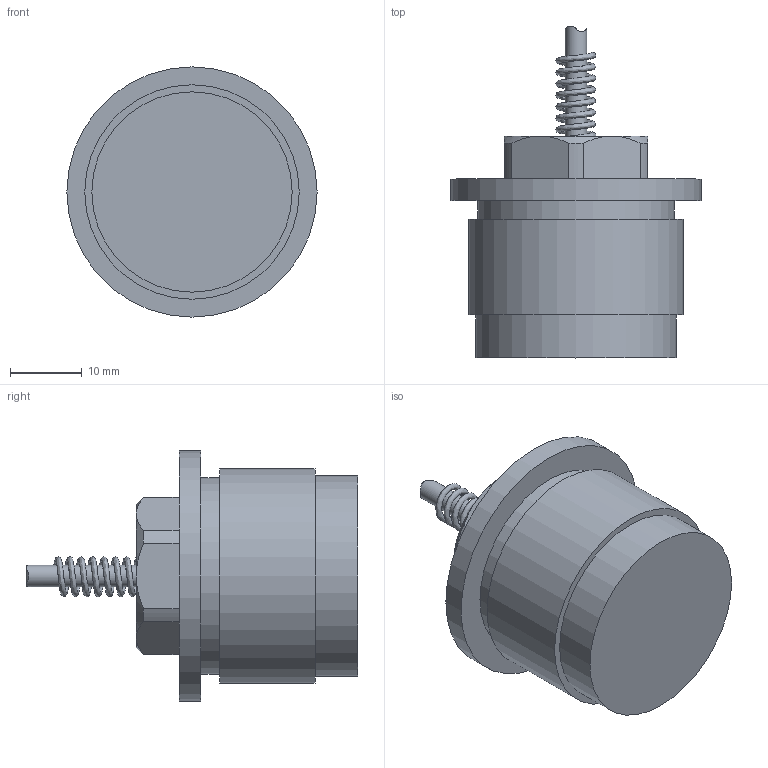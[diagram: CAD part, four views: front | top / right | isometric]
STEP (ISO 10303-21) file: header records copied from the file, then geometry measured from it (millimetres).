
FILE_DESCRIPTION(/* description */ (''),/* implementation_level */ '2;1');
FILE_NAME(/* name */ 'KX0095_Shrinkwrap_1.stp',/* time_stamp */ '2022-06-15T11:05:34+02:00',/* author */ ('Krieger Anja'),/* organization */ (''),/* preprocessor_version */ 'ST-DEVELOPER v18.1',/* originating_system */ 'Autodesk Inventor 2021',/* authorisation */ '');
FILE_SCHEMA (('AUTOMOTIVE_DESIGN { 1 0 10303 214 3 1 1 }'));
Length unit declared in the file: millimetre
Products named in the file (1): KX0095_Shrinkwrap_1
Bounding box: 35 x 46.4 x 35 mm (x, y, z)
Volume: 11676.5 mm3; surface area: 8377.6 mm2
Topology: 2 solids, 2 shells, 45 faces, 95 edges, 61 vertices
Faces by surface type: cylinder 19, plane 18, cone 7, bspline 1
Full cylindrical faces by diameter (mm): 3 x1, 5 x1, 6.5 x1, 24.2 x1, 27 x1, 27.5 x1, 28 x1, 30 x1, 35 x1
Entity records: 4593 total; most frequent: CARTESIAN_POINT 3541, DIRECTION 196, ORIENTED_EDGE 190, EDGE_CURVE 95, AXIS2_PLACEMENT_3D 83, VERTEX_POINT 61, EDGE_LOOP 52, STYLED_ITEM 47
